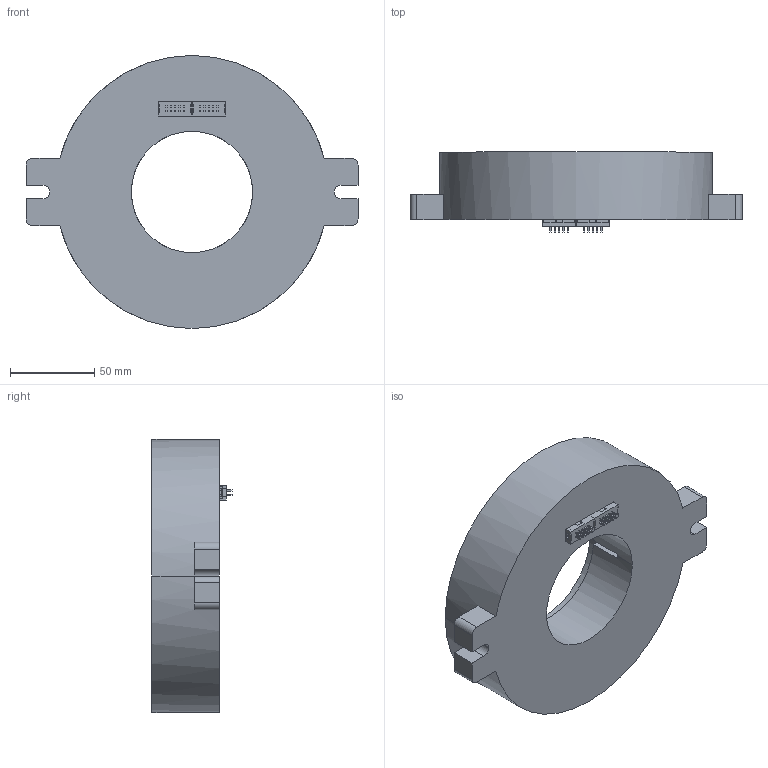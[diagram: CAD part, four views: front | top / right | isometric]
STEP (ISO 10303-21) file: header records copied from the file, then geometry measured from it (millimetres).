
FILE_DESCRIPTION (( 'STEP AP214' ), '1' );
FILE_NAME ('ClockSpring.STEP', '2025-01-25T20:49:20', ( '' ), ( '' ), 'SwSTEP 2.0', 'SolidWorks 2022', '' );
FILE_SCHEMA (( 'AUTOMOTIVE_DESIGN' ));
Length unit declared in the file: millimetre
Products named in the file (6): 10 pin female idc.step; 5x2 Connector; Connector mf; ClockSpring; Base_CS; lid
Assembly tree (6 placements, depth 3):
  ClockSpring
    Base_CS
    lid
    Connector mf  x2
      10 pin female idc.step
      5x2 Connector
Bounding box: 196.98 x 47.5 x 162 mm (x, y, z)
Volume: 330058.5 mm3; surface area: 130900.2 mm2
Topology: 12 solids, 12 shells, 1262 faces, 3453 edges, 2222 vertices
Faces by surface type: plane 1005, cylinder 211, torus 30, sphere 8, bspline 8
Entity records: 21782 total; most frequent: CARTESIAN_POINT 4181, ORIENTED_EDGE 3640, DIRECTION 3430, EDGE_CURVE 1820, VECTOR 1508, LINE 1508, VERTEX_POINT 1176, AXIS2_PLACEMENT_3D 961
